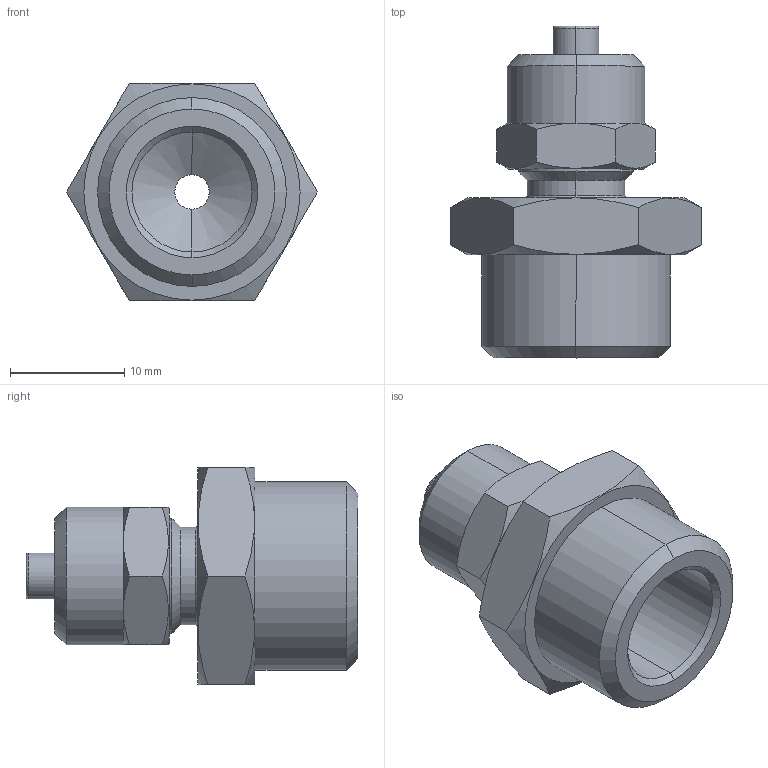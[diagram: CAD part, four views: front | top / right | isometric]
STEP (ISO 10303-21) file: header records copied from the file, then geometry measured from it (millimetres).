
FILE_DESCRIPTION(( 'MC.12.06.38.STEP' ), '1');
FILE_NAME( 'MC.12.06.38.STEP', '2018-10-01T15:44:23',( 'Sopra'),('sopra-pneumatic.com'), 'SwSTEP 2.0','SolidWorks 2009','' );
FILE_SCHEMA (( 'CONFIG_CONTROL_DESIGN' ));
Length unit declared in the file: millimetre
Products named in the file (1): 02020033
Bounding box: 21.94 x 29 x 19 mm (x, y, z)
Volume: 3606.3 mm3; surface area: 2499.3 mm2
Topology: 1 solids, 1 shells, 69 faces, 152 edges, 90 vertices
Faces by surface type: cone 28, plane 19, cylinder 18, torus 4
Entity records: 2139 total; most frequent: CARTESIAN_POINT 564, DIRECTION 320, ORIENTED_EDGE 304, EDGE_CURVE 152, AXIS2_PLACEMENT_3D 134, VERTEX_POINT 90, EDGE_LOOP 76, FACE_OUTER_BOUND 69
